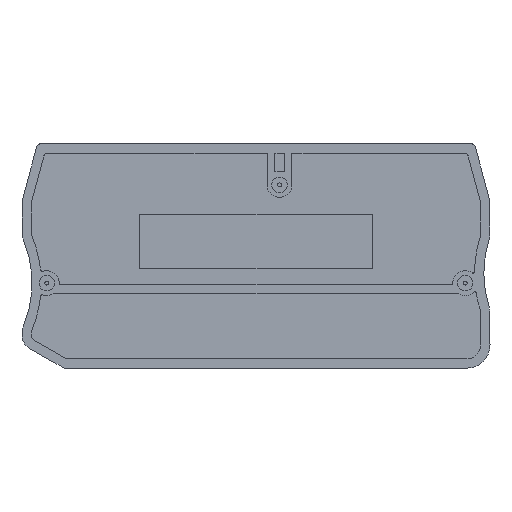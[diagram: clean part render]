
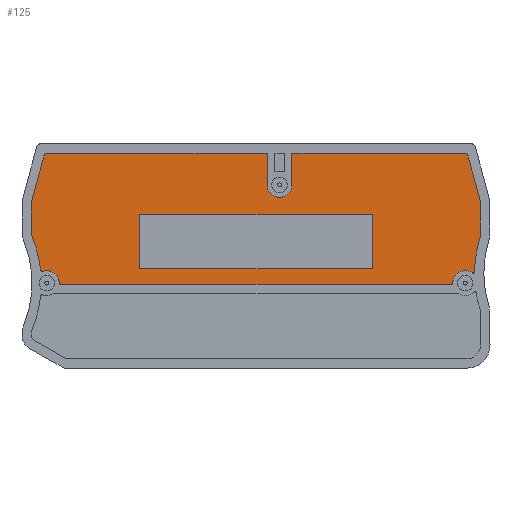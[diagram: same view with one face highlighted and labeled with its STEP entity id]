
A CAD part, left-side view. The second image highlights one B-rep face of the part: STEP entity #125.
In plain terms, the highlighted planar face has unit normal (-1, 0, 0).
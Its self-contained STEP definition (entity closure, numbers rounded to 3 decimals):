
#125=ADVANCED_FACE('',(#701,#703),#705,.F.);
#701=FACE_BOUND('',#702,.T.);
#702=EDGE_LOOP('',(#1109,#1110,#1111,#1112,#1113,#1114,#1115,#1116,#1117,#1118,#1119,
#1120,#1121,#1122,#1123,#1124,#1125,#1126,#1127,#1128,#1129,#1130));
#703=FACE_BOUND('',#704,.T.);
#704=EDGE_LOOP('',(#1131,#1132,#1133,#1134));
#705=PLANE('',#706);
#706=AXIS2_PLACEMENT_3D('',#707,#708,#709);
#707=CARTESIAN_POINT('',(6.4,31.593,67.7));
#708=DIRECTION('',(1.,0.,0.));
#709=DIRECTION('',(0.,1.,0.));
#1109=ORIENTED_EDGE('',*,*,#1295,.T.);
#1110=ORIENTED_EDGE('',*,*,#1293,.T.);
#1111=ORIENTED_EDGE('',*,*,#1335,.T.);
#1112=ORIENTED_EDGE('',*,*,#1333,.T.);
#1113=ORIENTED_EDGE('',*,*,#1331,.T.);
#1114=ORIENTED_EDGE('',*,*,#1329,.T.);
#1115=ORIENTED_EDGE('',*,*,#1327,.T.);
#1116=ORIENTED_EDGE('',*,*,#1325,.T.);
#1117=ORIENTED_EDGE('',*,*,#1323,.T.);
#1118=ORIENTED_EDGE('',*,*,#1321,.T.);
#1119=ORIENTED_EDGE('',*,*,#1319,.T.);
#1120=ORIENTED_EDGE('',*,*,#1317,.T.);
#1121=ORIENTED_EDGE('',*,*,#1315,.T.);
#1122=ORIENTED_EDGE('',*,*,#1313,.T.);
#1123=ORIENTED_EDGE('',*,*,#1311,.T.);
#1124=ORIENTED_EDGE('',*,*,#1309,.T.);
#1125=ORIENTED_EDGE('',*,*,#1307,.T.);
#1126=ORIENTED_EDGE('',*,*,#1305,.T.);
#1127=ORIENTED_EDGE('',*,*,#1303,.T.);
#1128=ORIENTED_EDGE('',*,*,#1301,.T.);
#1129=ORIENTED_EDGE('',*,*,#1299,.T.);
#1130=ORIENTED_EDGE('',*,*,#1297,.T.);
#1131=ORIENTED_EDGE('',*,*,#1370,.T.);
#1132=ORIENTED_EDGE('',*,*,#1371,.T.);
#1133=ORIENTED_EDGE('',*,*,#1372,.T.);
#1134=ORIENTED_EDGE('',*,*,#1373,.T.);
#1293=EDGE_CURVE('',#1601,#1599,#1602,.T.);
#1295=EDGE_CURVE('',#1604,#1601,#1605,.T.);
#1297=EDGE_CURVE('',#1607,#1604,#1608,.T.);
#1299=EDGE_CURVE('',#1610,#1607,#1611,.T.);
#1301=EDGE_CURVE('',#1613,#1610,#1614,.T.);
#1303=EDGE_CURVE('',#1616,#1613,#1617,.T.);
#1305=EDGE_CURVE('',#1619,#1616,#1620,.T.);
#1307=EDGE_CURVE('',#1622,#1619,#1623,.T.);
#1309=EDGE_CURVE('',#1625,#1622,#1626,.T.);
#1311=EDGE_CURVE('',#1628,#1625,#1629,.T.);
#1313=EDGE_CURVE('',#1631,#1628,#1632,.T.);
#1315=EDGE_CURVE('',#1634,#1631,#1635,.T.);
#1317=EDGE_CURVE('',#1637,#1634,#1638,.T.);
#1319=EDGE_CURVE('',#1640,#1637,#1641,.T.);
#1321=EDGE_CURVE('',#1643,#1640,#1644,.T.);
#1323=EDGE_CURVE('',#1646,#1643,#1647,.T.);
#1325=EDGE_CURVE('',#1649,#1646,#1650,.T.);
#1327=EDGE_CURVE('',#1652,#1649,#1653,.T.);
#1329=EDGE_CURVE('',#1655,#1652,#1656,.T.);
#1331=EDGE_CURVE('',#1658,#1655,#1659,.T.);
#1333=EDGE_CURVE('',#1661,#1658,#1662,.T.);
#1335=EDGE_CURVE('',#1599,#1661,#1664,.T.);
#1370=EDGE_CURVE('',#1716,#1717,#1718,.T.);
#1371=EDGE_CURVE('',#1717,#1719,#1720,.T.);
#1372=EDGE_CURVE('',#1719,#1721,#1722,.T.);
#1373=EDGE_CURVE('',#1721,#1716,#1723,.T.);
#1599=VERTEX_POINT('',#2250);
#1601=VERTEX_POINT('',#2254);
#1602=CIRCLE('',#2255,0.8);
#1604=VERTEX_POINT('',#2262);
#1605=LINE('',#2263,#2264);
#1607=VERTEX_POINT('',#2269);
#1608=LINE('',#2270,#2271);
#1610=VERTEX_POINT('',#2276);
#1611=CIRCLE('',#2277,0.5);
#1613=VERTEX_POINT('',#2284);
#1614=LINE('',#2285,#2286);
#1616=VERTEX_POINT('',#2291);
#1617=LINE('',#2292,#2293);
#1619=VERTEX_POINT('',#2298);
#1620=CIRCLE('',#2299,1.6);
#1622=VERTEX_POINT('',#2306);
#1623=LINE('',#2307,#2308);
#1625=VERTEX_POINT('',#2313);
#1626=LINE('',#2314,#2315);
#1628=VERTEX_POINT('',#2320);
#1629=CIRCLE('',#2321,0.5);
#1631=VERTEX_POINT('',#2328);
#1632=LINE('',#2329,#2330);
#1634=VERTEX_POINT('',#2335);
#1635=LINE('',#2336,#2337);
#1637=VERTEX_POINT('',#2342);
#1638=CIRCLE('',#2343,0.8);
#1640=VERTEX_POINT('',#2350);
#1641=CIRCLE('',#2351,15.7);
#1643=VERTEX_POINT('',#2358);
#1644=CIRCLE('',#2359,0.2);
#1646=VERTEX_POINT('',#2366);
#1647=CIRCLE('',#2367,1.6);
#1649=VERTEX_POINT('',#2374);
#1650=CIRCLE('',#2375,0.2);
#1652=VERTEX_POINT('',#2382);
#1653=LINE('',#2383,#2384);
#1655=VERTEX_POINT('',#2389);
#1656=CIRCLE('',#2390,0.2);
#1658=VERTEX_POINT('',#2397);
#1659=CIRCLE('',#2398,1.6);
#1661=VERTEX_POINT('',#2405);
#1662=CIRCLE('',#2406,0.2);
#1664=CIRCLE('',#2413,15.7);
#1716=VERTEX_POINT('',#2548);
#1717=VERTEX_POINT('',#2549);
#1718=LINE('',#2550,#2551);
#1719=VERTEX_POINT('',#2553);
#1720=LINE('',#2554,#2555);
#1721=VERTEX_POINT('',#2557);
#1722=LINE('',#2558,#2559);
#1723=LINE('',#2561,#2562);
#2250=CARTESIAN_POINT('',(6.4,33.635,57.507));
#2254=CARTESIAN_POINT('',(6.4,33.698,57.819));
#2255=AXIS2_PLACEMENT_3D('',#2256,#2257,#2258);
#2256=CARTESIAN_POINT('',(6.4,32.898,57.819));
#2257=DIRECTION('',(-1.,0.,0.));
#2258=DIRECTION('',(0.,1.,0.));
#2262=CARTESIAN_POINT('',(6.4,33.698,61.778));
#2263=CARTESIAN_POINT('',(6.4,33.698,61.778));
#2264=VECTOR('',#2265,1.);
#2265=DIRECTION('',(0.,0.,-1.));
#2269=CARTESIAN_POINT('',(6.4,32.076,67.829));
#2270=CARTESIAN_POINT('',(6.4,32.076,67.829));
#2271=VECTOR('',#2272,1.);
#2272=DIRECTION('',(0.,0.259,-0.966));
#2276=CARTESIAN_POINT('',(6.4,31.593,68.2));
#2277=AXIS2_PLACEMENT_3D('',#2278,#2279,#2280);
#2278=CARTESIAN_POINT('',(6.4,31.593,67.7));
#2279=DIRECTION('',(-1.,0.,0.));
#2280=DIRECTION('',(0.,0.,1.));
#2284=CARTESIAN_POINT('',(6.4,3.198,68.2));
#2285=CARTESIAN_POINT('',(6.4,3.198,68.2));
#2286=VECTOR('',#2287,1.);
#2287=DIRECTION('',(0.,1.,0.));
#2291=CARTESIAN_POINT('',(6.4,3.198,64.1));
#2292=CARTESIAN_POINT('',(6.4,3.198,64.1));
#2293=VECTOR('',#2294,1.);
#2294=DIRECTION('',(0.,0.,1.));
#2298=CARTESIAN_POINT('',(6.4,-0.002,64.1));
#2299=AXIS2_PLACEMENT_3D('',#2300,#2301,#2302);
#2300=CARTESIAN_POINT('',(6.4,1.598,64.1));
#2301=DIRECTION('',(1.,0.,0.));
#2302=DIRECTION('',(0.,-1.,0.));
#2306=CARTESIAN_POINT('',(6.4,-0.002,68.2));
#2307=CARTESIAN_POINT('',(6.4,-0.002,68.2));
#2308=VECTOR('',#2309,1.);
#2309=DIRECTION('',(0.,0.,-1.));
#2313=CARTESIAN_POINT('',(6.4,-22.298,68.2));
#2314=CARTESIAN_POINT('',(6.4,-22.298,68.2));
#2315=VECTOR('',#2316,1.);
#2316=DIRECTION('',(0.,1.,0.));
#2320=CARTESIAN_POINT('',(6.4,-22.781,67.829));
#2321=AXIS2_PLACEMENT_3D('',#2322,#2323,#2324);
#2322=CARTESIAN_POINT('',(6.4,-22.298,67.7));
#2323=DIRECTION('',(-1.,0.,0.));
#2324=DIRECTION('',(0.,-0.966,0.259));
#2328=CARTESIAN_POINT('',(6.4,-24.402,61.778));
#2329=CARTESIAN_POINT('',(6.4,-24.402,61.778));
#2330=VECTOR('',#2331,1.);
#2331=DIRECTION('',(0.,0.259,0.966));
#2335=CARTESIAN_POINT('',(6.4,-24.402,57.726));
#2336=CARTESIAN_POINT('',(6.4,-24.402,57.726));
#2337=VECTOR('',#2338,1.);
#2338=DIRECTION('',(0.,0.,1.));
#2342=CARTESIAN_POINT('',(6.4,-24.363,57.48));
#2343=AXIS2_PLACEMENT_3D('',#2344,#2345,#2346);
#2344=CARTESIAN_POINT('',(6.4,-23.602,57.726));
#2345=DIRECTION('',(-1.,0.,0.));
#2346=DIRECTION('',(0.,-0.952,-0.308));
#2350=CARTESIAN_POINT('',(6.4,-23.604,52.892));
#2351=AXIS2_PLACEMENT_3D('',#2352,#2353,#2354);
#2352=CARTESIAN_POINT('',(6.4,-39.302,52.65));
#2353=DIRECTION('',(1.,0.,0.));
#2354=DIRECTION('',(0.,1.,0.015));
#2358=CARTESIAN_POINT('',(6.4,-23.293,52.729));
#2359=AXIS2_PLACEMENT_3D('',#2360,#2361,#2362);
#2360=CARTESIAN_POINT('',(6.4,-23.404,52.895));
#2361=DIRECTION('',(-1.,0.,0.));
#2362=DIRECTION('',(0.,0.557,-0.831));
#2366=CARTESIAN_POINT('',(6.4,-20.803,51.444));
#2367=AXIS2_PLACEMENT_3D('',#2368,#2369,#2370);
#2368=CARTESIAN_POINT('',(6.4,-22.402,51.4));
#2369=DIRECTION('',(1.,0.,0.));
#2370=DIRECTION('',(0.,1.,0.028));
#2374=CARTESIAN_POINT('',(6.4,-20.603,51.25));
#2375=AXIS2_PLACEMENT_3D('',#2376,#2377,#2378);
#2376=CARTESIAN_POINT('',(6.4,-20.603,51.45));
#2377=DIRECTION('',(-1.,0.,0.));
#2378=DIRECTION('',(0.,0.,-1.));
#2382=CARTESIAN_POINT('',(6.4,29.898,51.25));
#2383=CARTESIAN_POINT('',(6.4,29.898,51.25));
#2384=VECTOR('',#2385,1.);
#2385=DIRECTION('',(0.,-1.,0.));
#2389=CARTESIAN_POINT('',(6.4,30.098,51.444));
#2390=AXIS2_PLACEMENT_3D('',#2391,#2392,#2393);
#2391=CARTESIAN_POINT('',(6.4,29.898,51.45));
#2392=DIRECTION('',(-1.,0.,0.));
#2393=DIRECTION('',(0.,1.,-0.028));
#2397=CARTESIAN_POINT('',(6.4,32.223,52.911));
#2398=AXIS2_PLACEMENT_3D('',#2399,#2400,#2401);
#2399=CARTESIAN_POINT('',(6.4,31.698,51.4));
#2400=DIRECTION('',(1.,0.,0.));
#2401=DIRECTION('',(0.,0.328,0.945));
#2405=CARTESIAN_POINT('',(6.4,32.488,53.079));
#2406=AXIS2_PLACEMENT_3D('',#2407,#2408,#2409);
#2407=CARTESIAN_POINT('',(6.4,32.289,53.1));
#2408=DIRECTION('',(-1.,0.,0.));
#2409=DIRECTION('',(0.,0.994,-0.107));
#2413=AXIS2_PLACEMENT_3D('',#2414,#2415,#2416);
#2414=CARTESIAN_POINT('',(6.4,48.098,51.399));
#2415=DIRECTION('',(1.,0.,0.));
#2416=DIRECTION('',(0.,-0.921,0.389));
#2548=CARTESIAN_POINT('',(6.4,19.648,53.25));
#2549=CARTESIAN_POINT('',(6.4,19.648,60.25));
#2550=CARTESIAN_POINT('',(6.4,19.648,53.25));
#2551=VECTOR('',#2552,1.);
#2552=DIRECTION('',(0.,0.,1.));
#2553=CARTESIAN_POINT('',(6.4,-10.352,60.25));
#2554=CARTESIAN_POINT('',(6.4,19.648,60.25));
#2555=VECTOR('',#2556,1.);
#2556=DIRECTION('',(0.,-1.,0.));
#2557=CARTESIAN_POINT('',(6.4,-10.352,53.25));
#2558=CARTESIAN_POINT('',(6.4,-10.352,60.25));
#2559=VECTOR('',#2560,1.);
#2560=DIRECTION('',(0.,0.,-1.));
#2561=CARTESIAN_POINT('',(6.4,-10.352,53.25));
#2562=VECTOR('',#2563,1.);
#2563=DIRECTION('',(0.,1.,0.));
